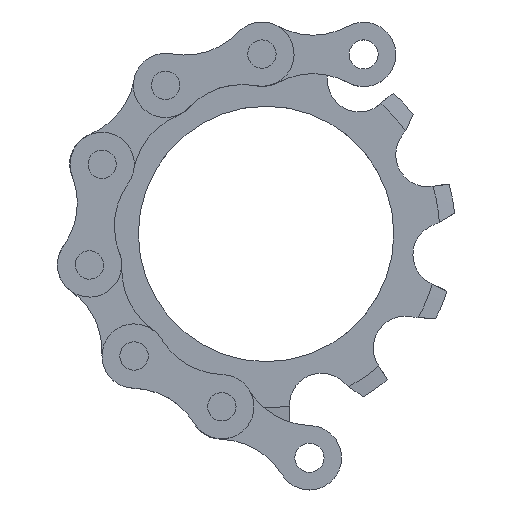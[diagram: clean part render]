
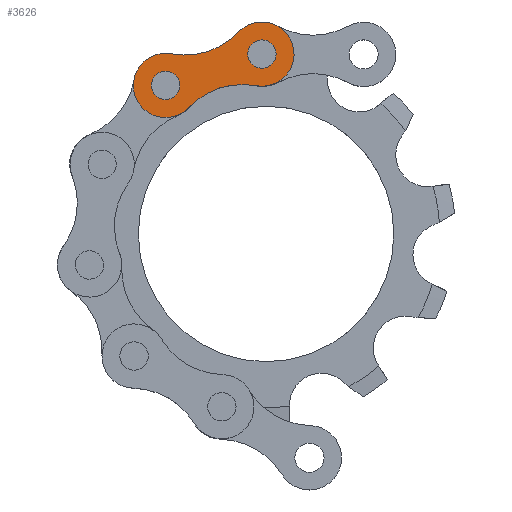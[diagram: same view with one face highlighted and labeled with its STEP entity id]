
A CAD part, top view. The second image highlights one B-rep face of the part: STEP entity #3626.
In plain terms, the highlighted planar face has unit normal (0, 0, 1).
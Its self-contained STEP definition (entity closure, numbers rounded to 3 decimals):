
#168=FACE_BOUND('',#882,.T.);
#169=FACE_BOUND('',#883,.T.);
#273=PLANE('',#4086);
#399=CIRCLE('',#4063,1.75);
#401=CIRCLE('',#4066,1.75);
#404=CIRCLE('',#4070,4.025);
#406=CIRCLE('',#4073,9.871);
#408=CIRCLE('',#4076,9.871);
#410=CIRCLE('',#4079,4.025);
#412=CIRCLE('',#4082,9.871);
#414=CIRCLE('',#4085,9.871);
#666=FACE_OUTER_BOUND('',#881,.T.);
#881=EDGE_LOOP('',(#3182,#3183,#3184,#3185,#3186,#3187));
#882=EDGE_LOOP('',(#3188));
#883=EDGE_LOOP('',(#3189));
#1754=VERTEX_POINT('',#6549);
#1756=VERTEX_POINT('',#6555);
#1760=VERTEX_POINT('',#6564);
#1761=VERTEX_POINT('',#6566);
#1763=VERTEX_POINT('',#6572);
#1765=VERTEX_POINT('',#6578);
#1767=VERTEX_POINT('',#6584);
#1769=VERTEX_POINT('',#6590);
#2229=EDGE_CURVE('',#1754,#1754,#399,.T.);
#2232=EDGE_CURVE('',#1756,#1756,#401,.T.);
#2237=EDGE_CURVE('',#1761,#1760,#404,.T.);
#2240=EDGE_CURVE('',#1763,#1761,#406,.T.);
#2243=EDGE_CURVE('',#1765,#1763,#408,.T.);
#2246=EDGE_CURVE('',#1767,#1765,#410,.T.);
#2249=EDGE_CURVE('',#1769,#1767,#412,.T.);
#2252=EDGE_CURVE('',#1760,#1769,#414,.T.);
#3182=ORIENTED_EDGE('',*,*,#2252,.T.);
#3183=ORIENTED_EDGE('',*,*,#2249,.T.);
#3184=ORIENTED_EDGE('',*,*,#2246,.T.);
#3185=ORIENTED_EDGE('',*,*,#2243,.T.);
#3186=ORIENTED_EDGE('',*,*,#2240,.T.);
#3187=ORIENTED_EDGE('',*,*,#2237,.T.);
#3188=ORIENTED_EDGE('',*,*,#2232,.T.);
#3189=ORIENTED_EDGE('',*,*,#2229,.T.);
#3626=ADVANCED_FACE('',(#666,#168,#169),#273,.T.);
#4063=AXIS2_PLACEMENT_3D('',#6550,#4897,#4898);
#4066=AXIS2_PLACEMENT_3D('',#6556,#4904,#4905);
#4070=AXIS2_PLACEMENT_3D('',#6567,#4914,#4915);
#4073=AXIS2_PLACEMENT_3D('',#6573,#4921,#4922);
#4076=AXIS2_PLACEMENT_3D('',#6579,#4928,#4929);
#4079=AXIS2_PLACEMENT_3D('',#6585,#4935,#4936);
#4082=AXIS2_PLACEMENT_3D('',#6591,#4942,#4943);
#4085=AXIS2_PLACEMENT_3D('',#6595,#4949,#4950);
#4086=AXIS2_PLACEMENT_3D('',#6596,#4951,#4952);
#4897=DIRECTION('center_axis',(0.,0.,-1.));
#4898=DIRECTION('ref_axis',(-1.,0.,0.));
#4904=DIRECTION('center_axis',(0.,0.,-1.));
#4905=DIRECTION('ref_axis',(-1.,0.,0.));
#4914=DIRECTION('center_axis',(0.,0.,1.));
#4915=DIRECTION('ref_axis',(1.,0.,0.));
#4921=DIRECTION('center_axis',(0.,0.,-1.));
#4922=DIRECTION('ref_axis',(0.469,0.883,0.));
#4928=DIRECTION('center_axis',(0.,0.,-1.));
#4929=DIRECTION('ref_axis',(-0.018,1.,0.));
#4935=DIRECTION('center_axis',(0.,0.,1.));
#4936=DIRECTION('ref_axis',(1.,0.,0.));
#4942=DIRECTION('center_axis',(0.,0.,-1.));
#4943=DIRECTION('ref_axis',(-0.469,-0.883,0.));
#4949=DIRECTION('center_axis',(0.,0.,-1.));
#4950=DIRECTION('ref_axis',(0.018,-1.,0.));
#4951=DIRECTION('center_axis',(0.,0.,1.));
#4952=DIRECTION('ref_axis',(1.,0.,0.));
#6549=CARTESIAN_POINT('',(-10.148,1.354,0.9));
#6550=CARTESIAN_POINT('Origin',(-11.898,1.354,0.9));
#6555=CARTESIAN_POINT('',(2.552,1.354,0.9));
#6556=CARTESIAN_POINT('Origin',(0.802,1.354,0.9));
#6564=CARTESIAN_POINT('',(-10.008,-2.2,0.9));
#6566=CARTESIAN_POINT('',(-10.008,4.908,0.9));
#6567=CARTESIAN_POINT('Origin',(-11.898,1.354,0.9));
#6572=CARTESIAN_POINT('',(-5.548,3.754,0.9));
#6573=CARTESIAN_POINT('Origin',(-5.374,13.623,0.9));
#6578=CARTESIAN_POINT('',(-1.087,4.908,0.9));
#6579=CARTESIAN_POINT('Origin',(-5.721,13.623,0.9));
#6584=CARTESIAN_POINT('',(-1.087,-2.2,0.9));
#6585=CARTESIAN_POINT('Origin',(0.802,1.354,0.9));
#6590=CARTESIAN_POINT('',(-5.548,-1.046,0.9));
#6591=CARTESIAN_POINT('Origin',(-5.721,-10.915,0.9));
#6595=CARTESIAN_POINT('Origin',(-5.374,-10.915,0.9));
#6596=CARTESIAN_POINT('Origin',(-5.548,1.354,0.9));
